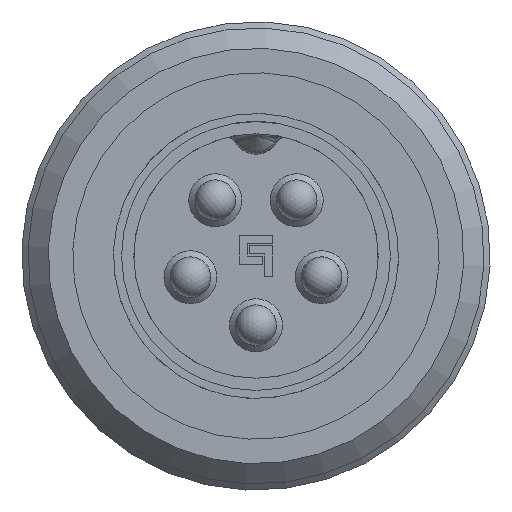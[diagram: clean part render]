
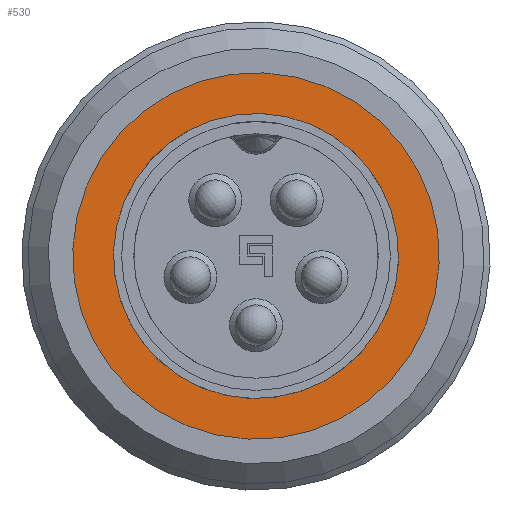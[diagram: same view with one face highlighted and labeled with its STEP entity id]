
A CAD part, left-side view. The second image highlights one B-rep face of the part: STEP entity #530.
In plain terms, the highlighted planar face has unit normal (-1, 0, 0).
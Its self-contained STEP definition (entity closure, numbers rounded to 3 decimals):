
#264=PLANE('',#1972);
#530=ADVANCED_FACE('',(#708,#709),#264,.T.);
#708=FACE_BOUND('',#783,.T.);
#709=FACE_BOUND('',#784,.T.);
#783=EDGE_LOOP('',(#954));
#784=EDGE_LOOP('',(#955));
#954=ORIENTED_EDGE('',*,*,#1606,.F.);
#955=ORIENTED_EDGE('',*,*,#1627,.F.);
#1431=VERTEX_POINT('',#2695);
#1452=VERTEX_POINT('',#2744);
#1606=EDGE_CURVE('',#1431,#1431,#1857,.T.);
#1627=EDGE_CURVE('',#1452,#1452,#1870,.T.);
#1857=CIRCLE('',#1951,3.5);
#1870=CIRCLE('',#1971,4.5);
#1951=AXIS2_PLACEMENT_3D('',#2694,#2163,#2164);
#1971=AXIS2_PLACEMENT_3D('',#2743,#2211,#2212);
#1972=AXIS2_PLACEMENT_3D('',#2745,#2213,#2214);
#2163=DIRECTION('',(-1.,0.,0.));
#2164=DIRECTION('',(0.,0.924,0.382));
#2211=DIRECTION('',(1.,0.,0.));
#2212=DIRECTION('',(0.,-0.924,-0.382));
#2213=DIRECTION('',(-1.,0.,0.));
#2214=DIRECTION('',(0.,0.924,0.382));
#2694=CARTESIAN_POINT('',(-5.1,0.,0.));
#2695=CARTESIAN_POINT('',(-5.1,3.235,1.336));
#2743=CARTESIAN_POINT('',(-5.1,0.,0.));
#2744=CARTESIAN_POINT('',(-5.1,-4.159,-1.718));
#2745=CARTESIAN_POINT('',(-5.1,0.,0.));
